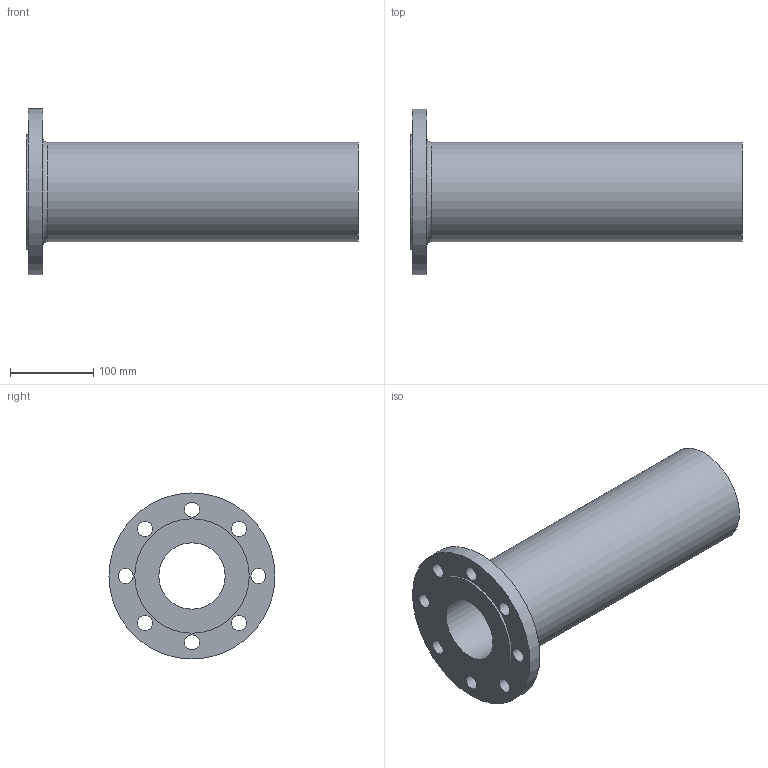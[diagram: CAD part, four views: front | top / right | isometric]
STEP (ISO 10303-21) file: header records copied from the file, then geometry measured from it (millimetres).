
FILE_SCHEMA (('AP242_MANAGED_MODEL_BASED_3D_ENGINEERING_MIM_LF { 1 0 10303 442 1 1 4 }'));
Length unit declared in the file: millimetre
Products named in the file (1): model
Bounding box: 400 x 200 x 200 mm (x, y, z)
Volume: 2834391.3 mm3; surface area: 311212.7 mm2
Topology: 1 solids, 1 shells, 17 faces, 56 edges, 51 vertices
Faces by surface type: cylinder 12, plane 4, torus 1
Full cylindrical faces by diameter (mm): 18 x8, 80 x1, 120 x1, 138 x1, 200 x1
Entity records: 828 total; most frequent: DIRECTION 148, CARTESIAN_POINT 135, ORIENTED_EDGE 96, AXIS2_PLACEMENT_3D 68, EDGE_CURVE 48, EDGE_LOOP 37, CIRCLE 36, VERTEX_POINT 35
